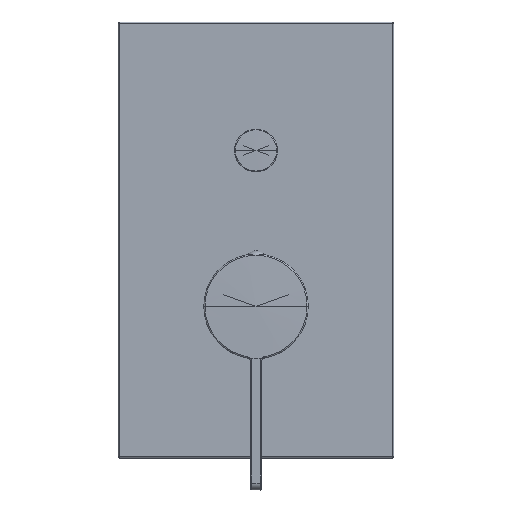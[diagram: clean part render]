
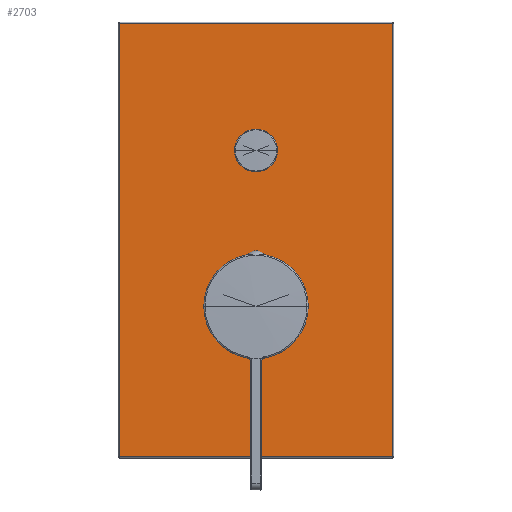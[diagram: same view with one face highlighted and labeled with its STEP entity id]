
A CAD part, top view. The second image highlights one B-rep face of the part: STEP entity #2703.
In plain terms, the highlighted planar face has unit normal (0, 0, 1).
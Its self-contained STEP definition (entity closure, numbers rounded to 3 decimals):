
#2445=DIRECTION('',(-1.,0.,0.));
#2446=VECTOR('',#2445,119.);
#2447=CARTESIAN_POINT('',(59.5,123.5,57.7));
#2448=LINE('',#2447,#2446);
#2449=DIRECTION('',(0.,1.,0.));
#2450=VECTOR('',#2449,189.);
#2451=CARTESIAN_POINT('',(59.5,-65.5,57.7));
#2452=LINE('',#2451,#2450);
#2453=DIRECTION('',(1.,0.,0.));
#2454=VECTOR('',#2453,119.);
#2455=CARTESIAN_POINT('',(-59.5,-65.5,57.7));
#2456=LINE('',#2455,#2454);
#2457=DIRECTION('',(0.,-1.,0.));
#2458=VECTOR('',#2457,189.);
#2459=CARTESIAN_POINT('',(-59.5,123.5,57.7));
#2460=LINE('',#2459,#2458);
#2574=CARTESIAN_POINT('',(59.5,123.5,57.7));
#2575=CARTESIAN_POINT('',(-59.5,123.5,57.7));
#2576=VERTEX_POINT('',#2574);
#2577=VERTEX_POINT('',#2575);
#2582=CARTESIAN_POINT('',(-59.5,-65.5,57.7));
#2583=VERTEX_POINT('',#2582);
#2588=CARTESIAN_POINT('',(59.5,-65.5,57.7));
#2589=VERTEX_POINT('',#2588);
#2689=CARTESIAN_POINT('',(0.,29.,57.7));
#2690=DIRECTION('',(0.,0.,1.));
#2691=DIRECTION('',(1.,0.,0.));
#2692=AXIS2_PLACEMENT_3D('',#2689,#2690,#2691);
#2693=PLANE('',#2692);
#2695=ORIENTED_EDGE('',*,*,#2694,.F.);
#2697=ORIENTED_EDGE('',*,*,#2696,.F.);
#2698=ORIENTED_EDGE('',*,*,#2672,.F.);
#2700=ORIENTED_EDGE('',*,*,#2699,.F.);
#2701=EDGE_LOOP('',(#2695,#2697,#2698,#2700));
#2702=FACE_OUTER_BOUND('',#2701,.F.);
#2703=ADVANCED_FACE('',(#2702),#2693,.T.);
#2672=EDGE_CURVE('',#2583,#2589,#2456,.T.);
#2694=EDGE_CURVE('',#2576,#2577,#2448,.T.);
#2696=EDGE_CURVE('',#2589,#2576,#2452,.T.);
#2699=EDGE_CURVE('',#2577,#2583,#2460,.T.);
